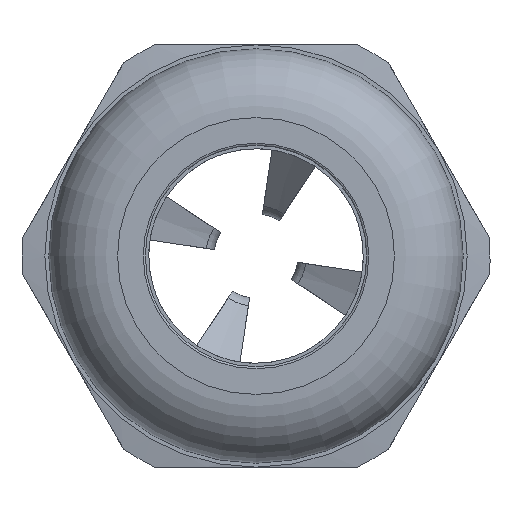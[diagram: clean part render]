
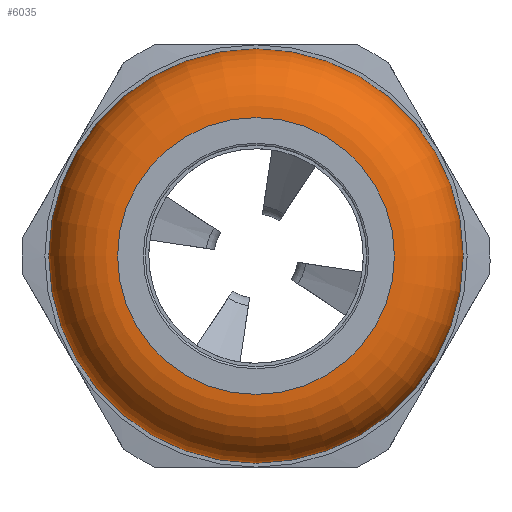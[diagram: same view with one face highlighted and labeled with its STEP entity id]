
A CAD part, left-side view. The second image highlights one B-rep face of the part: STEP entity #6035.
In plain terms, the highlighted toroidal (fillet/blend) face has major radius 6.555 mm and minor radius 3.26 mm.
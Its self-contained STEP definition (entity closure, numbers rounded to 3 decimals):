
#60=TOROIDAL_SURFACE('',#6496,6.555,3.26);
#186=FACE_BOUND('',#1179,.T.);
#433=CIRCLE('',#6492,6.555);
#435=CIRCLE('',#6497,9.815);
#812=FACE_OUTER_BOUND('',#1178,.T.);
#1178=EDGE_LOOP('',(#4184));
#1179=EDGE_LOOP('',(#4185));
#2516=VERTEX_POINT('',#10456);
#2518=VERTEX_POINT('',#10463);
#3170=EDGE_CURVE('',#2516,#2516,#433,.T.);
#3172=EDGE_CURVE('',#2518,#2518,#435,.T.);
#4184=ORIENTED_EDGE('',*,*,#3170,.T.);
#4185=ORIENTED_EDGE('',*,*,#3172,.F.);
#6035=ADVANCED_FACE('',(#812,#186),#60,.T.);
#6492=AXIS2_PLACEMENT_3D('',#10457,#7307,#7308);
#6496=AXIS2_PLACEMENT_3D('',#10462,#7315,#7316);
#6497=AXIS2_PLACEMENT_3D('',#10464,#7317,#7318);
#7307=DIRECTION('center_axis',(1.,0.,0.));
#7308=DIRECTION('ref_axis',(0.,0.,-1.));
#7315=DIRECTION('center_axis',(1.,0.,0.));
#7316=DIRECTION('ref_axis',(0.,0.,-1.));
#7317=DIRECTION('center_axis',(1.,0.,0.));
#7318=DIRECTION('ref_axis',(0.,0.,-1.));
#10456=CARTESIAN_POINT('',(-16.06,6.555,0.));
#10457=CARTESIAN_POINT('Origin',(-16.06,0.,0.));
#10462=CARTESIAN_POINT('Origin',(-12.8,0.,0.));
#10463=CARTESIAN_POINT('',(-12.8,9.815,0.));
#10464=CARTESIAN_POINT('Origin',(-12.8,0.,0.));
